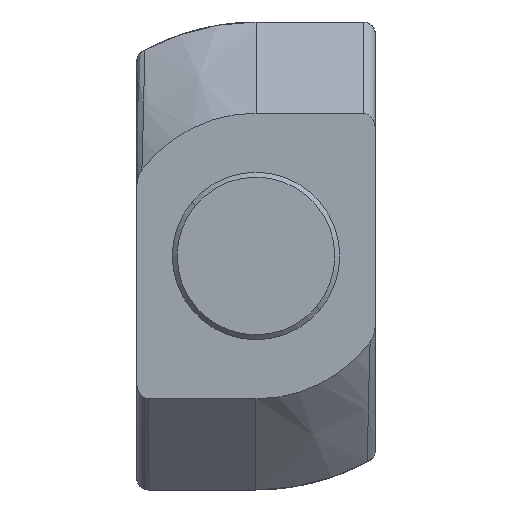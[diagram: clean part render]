
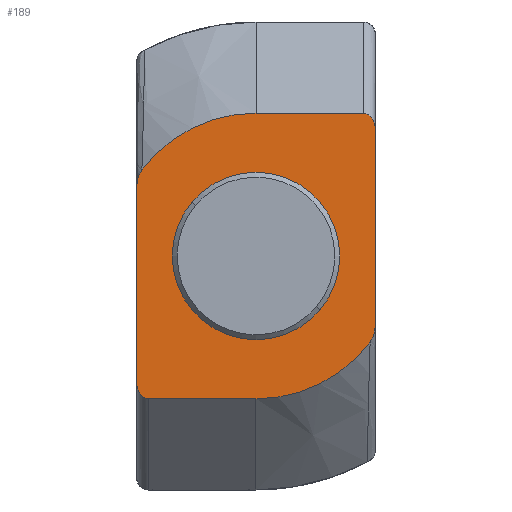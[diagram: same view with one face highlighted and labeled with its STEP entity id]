
A CAD part, front view. The second image highlights one B-rep face of the part: STEP entity #189.
In plain terms, the highlighted planar face has unit normal (0, -1, 0).
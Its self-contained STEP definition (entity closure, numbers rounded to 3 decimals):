
#189=ADVANCED_FACE('NONE',(#421,#422),#423,.F.);
#421=FACE_OUTER_BOUND('',#702,.T.);
#422=FACE_BOUND('',#703,.T.);
#423=PLANE('',#704);
#702=EDGE_LOOP('',(#1262,#1263,#1264,#1265,#1266,#1267,#1268,#1269,#1270,#1271));
#703=EDGE_LOOP('',(#1272,#1273));
#704=AXIS2_PLACEMENT_3D('',#1274,#1275,#1276);
#1262=ORIENTED_EDGE('',*,*,#1949,.T.);
#1263=ORIENTED_EDGE('',*,*,#1950,.T.);
#1264=ORIENTED_EDGE('',*,*,#1939,.F.);
#1265=ORIENTED_EDGE('',*,*,#1951,.T.);
#1266=ORIENTED_EDGE('',*,*,#1952,.T.);
#1267=ORIENTED_EDGE('',*,*,#1953,.T.);
#1268=ORIENTED_EDGE('',*,*,#1954,.T.);
#1269=ORIENTED_EDGE('',*,*,#1910,.F.);
#1270=ORIENTED_EDGE('',*,*,#1955,.T.);
#1271=ORIENTED_EDGE('',*,*,#1956,.T.);
#1272=ORIENTED_EDGE('',*,*,#1957,.T.);
#1273=ORIENTED_EDGE('',*,*,#1810,.T.);
#1274=CARTESIAN_POINT('',(0.0,0.0,0.0));
#1275=DIRECTION('',(0.,1.0,0.));
#1276=DIRECTION('',(0.,0.,-1.0));
#1810=EDGE_CURVE('NONE',#2180,#2181,#2182,.T.);
#1910=EDGE_CURVE('NONE',#2339,#2341,#2342,.T.);
#1939=EDGE_CURVE('NONE',#2387,#2388,#2389,.T.);
#1949=EDGE_CURVE('NONE',#2405,#2406,#2407,.T.);
#1950=EDGE_CURVE('NONE',#2406,#2388,#2408,.T.);
#1951=EDGE_CURVE('NONE',#2387,#2409,#2410,.T.);
#1952=EDGE_CURVE('NONE',#2409,#2411,#2412,.T.);
#1953=EDGE_CURVE('NONE',#2411,#2413,#2414,.T.);
#1954=EDGE_CURVE('NONE',#2413,#2341,#2415,.T.);
#1955=EDGE_CURVE('NONE',#2339,#2416,#2417,.T.);
#1956=EDGE_CURVE('NONE',#2416,#2405,#2418,.T.);
#1957=EDGE_CURVE('NONE',#2181,#2180,#2419,.T.);
#2180=VERTEX_POINT('NONE',#2732);
#2181=VERTEX_POINT('NONE',#2733);
#2182=CIRCLE('',#2734,3.4);
#2339=VERTEX_POINT('NONE',#3080);
#2341=VERTEX_POINT('NONE',#3083);
#2342=LINE('',#3084,#3085);
#2387=VERTEX_POINT('NONE',#3232);
#2388=VERTEX_POINT('NONE',#3233);
#2389=LINE('',#3234,#3235);
#2405=VERTEX_POINT('NONE',#3265);
#2406=VERTEX_POINT('NONE',#3266);
#2407=CIRCLE('',#3267,5.8);
#2408=B_SPLINE_CURVE_WITH_KNOTS('',3,(#3268,#3269,#3270,#3271,#3272,#3273),.UNSPECIFIED.,.F.,.F.,(4,2,4),(0.0,0.,0.001),.UNSPECIFIED.);
#2409=VERTEX_POINT('NONE',#3274);
#2410=(B_SPLINE_CURVE(3,(#3276,#3277,#3278,#3279),.UNSPECIFIED.,.F.,.F.)B_SPLINE_CURVE_WITH_KNOTS((4,4),(1.571,3.142),.UNSPECIFIED.)RATIONAL_B_SPLINE_CURVE((1.0,0.805,0.805,1.0))BOUNDED_CURVE()REPRESENTATION_ITEM('')GEOMETRIC_REPRESENTATION_ITEM()CURVE());
#2411=VERTEX_POINT('NONE',#3286);
#2412=LINE('',#3287,#3288);
#2413=VERTEX_POINT('NONE',#3289);
#2414=CIRCLE('',#3290,5.8);
#2415=B_SPLINE_CURVE_WITH_KNOTS('',3,(#3291,#3292,#3293,#3294,#3295,#3296),.UNSPECIFIED.,.F.,.F.,(4,2,4),(0.,0.,0.001),.UNSPECIFIED.);
#2416=VERTEX_POINT('NONE',#3297);
#2417=(B_SPLINE_CURVE(3,(#3299,#3300,#3301,#3302),.UNSPECIFIED.,.F.,.F.)B_SPLINE_CURVE_WITH_KNOTS((4,4),(1.571,3.142),.UNSPECIFIED.)RATIONAL_B_SPLINE_CURVE((1.0,0.805,0.805,1.0))BOUNDED_CURVE()REPRESENTATION_ITEM('')GEOMETRIC_REPRESENTATION_ITEM()CURVE());
#2418=LINE('',#3309,#3310);
#2419=CIRCLE('',#3311,3.4);
#2732=CARTESIAN_POINT('',(0.,0.,3.4));
#2733=CARTESIAN_POINT('',(0.,0.,-3.4));
#2734=AXIS2_PLACEMENT_3D('',#3769,#3770,#3771);
#3080=CARTESIAN_POINT('',(-4.85,0.,-5.093));
#3083=CARTESIAN_POINT('',(-4.85,0.,2.649));
#3084=CARTESIAN_POINT('',(-4.85,0.,8.169));
#3085=VECTOR('',#3849,1000.0);
#3232=CARTESIAN_POINT('',(4.85,0.,5.093));
#3233=CARTESIAN_POINT('',(4.85,0.,-2.649));
#3234=CARTESIAN_POINT('',(4.85,0.,9.5));
#3235=VECTOR('',#3871,1000.0);
#3265=CARTESIAN_POINT('',(0.,0.,-5.8));
#3266=CARTESIAN_POINT('',(4.632,0.,-3.49));
#3267=AXIS2_PLACEMENT_3D('',#3879,#3880,#3881);
#3268=CARTESIAN_POINT('',(4.632,0.,-3.49));
#3269=CARTESIAN_POINT('',(4.722,0.,-3.371));
#3270=CARTESIAN_POINT('',(4.772,0.,-3.229));
#3271=CARTESIAN_POINT('',(4.837,0.,-2.943));
#3272=CARTESIAN_POINT('',(4.85,0.,-2.796));
#3273=CARTESIAN_POINT('',(4.85,0.,-2.649));
#3274=CARTESIAN_POINT('',(4.35,0.,5.8));
#3276=CARTESIAN_POINT('',(4.85,0.,5.093));
#3277=CARTESIAN_POINT('',(4.85,0.,5.507));
#3278=CARTESIAN_POINT('',(4.643,0.,5.8));
#3279=CARTESIAN_POINT('',(4.35,0.,5.8));
#3286=CARTESIAN_POINT('',(0.,0.,5.8));
#3287=CARTESIAN_POINT('',(0.,0.,5.8));
#3288=VECTOR('',#3882,1000.0);
#3289=CARTESIAN_POINT('',(-4.632,0.,3.49));
#3290=AXIS2_PLACEMENT_3D('',#3883,#3884,#3885);
#3291=CARTESIAN_POINT('',(-4.632,0.,3.49));
#3292=CARTESIAN_POINT('',(-4.722,0.,3.371));
#3293=CARTESIAN_POINT('',(-4.772,0.,3.229));
#3294=CARTESIAN_POINT('',(-4.837,0.,2.943));
#3295=CARTESIAN_POINT('',(-4.85,0.,2.796));
#3296=CARTESIAN_POINT('',(-4.85,0.,2.649));
#3297=CARTESIAN_POINT('',(-4.35,0.,-5.8));
#3299=CARTESIAN_POINT('',(-4.85,0.,-5.093));
#3300=CARTESIAN_POINT('',(-4.85,0.,-5.507));
#3301=CARTESIAN_POINT('',(-4.643,0.,-5.8));
#3302=CARTESIAN_POINT('',(-4.35,0.,-5.8));
#3309=CARTESIAN_POINT('',(0.,0.,-5.8));
#3310=VECTOR('',#3886,1000.0);
#3311=AXIS2_PLACEMENT_3D('',#3887,#3888,#3889);
#3769=CARTESIAN_POINT('',(0.0,0.0,0.0));
#3770=DIRECTION('',(0.,1.0,0.));
#3771=DIRECTION('',(0.,0.,-1.0));
#3849=DIRECTION('',(0.,0.,1.0));
#3871=DIRECTION('',(0.,0.,-1.0));
#3879=CARTESIAN_POINT('',(0.0,0.0,0.0));
#3880=DIRECTION('',(0.,-1.0,0.));
#3881=DIRECTION('',(0.,0.,-1.0));
#3882=DIRECTION('',(-1.0,0.,0.));
#3883=CARTESIAN_POINT('',(0.0,0.0,0.0));
#3884=DIRECTION('',(0.,-1.0,0.));
#3885=DIRECTION('',(0.,0.,-1.0));
#3886=DIRECTION('',(1.0,0.,0.));
#3887=CARTESIAN_POINT('',(0.0,0.0,0.0));
#3888=DIRECTION('',(0.,1.0,0.));
#3889=DIRECTION('',(0.,0.,-1.0));
